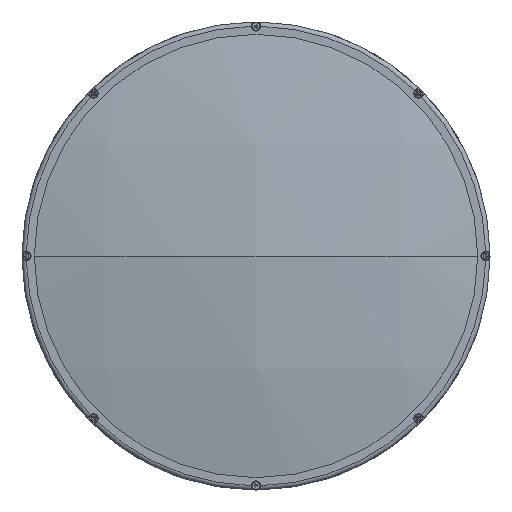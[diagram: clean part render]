
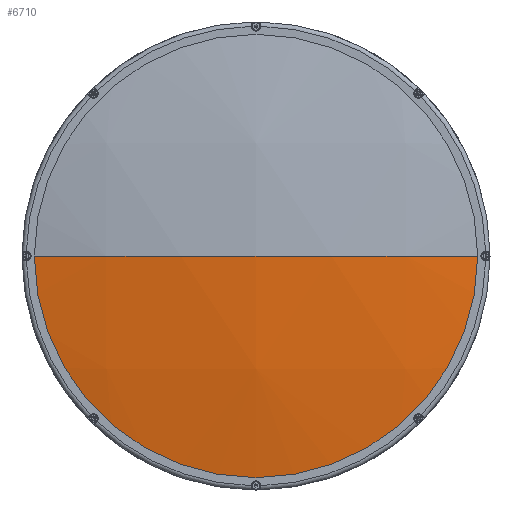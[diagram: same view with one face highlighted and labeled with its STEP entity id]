
A CAD part, left-side view. The second image highlights one B-rep face of the part: STEP entity #6710.
In plain terms, the highlighted spherical face has radius 786 mm.
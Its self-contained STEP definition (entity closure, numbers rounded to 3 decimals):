
#135 = EDGE_CURVE ( 'NONE', #2529, #15740, #14364, .T. ) ;
#800 = EDGE_CURVE ( 'NONE', #13357, #15740, #6883, .T. ) ;
#1920 = DIRECTION ( 'NONE',  ( 0., 1., 0. ) ) ;
#2171 = CARTESIAN_POINT ( 'NONE',  ( -719.032, 0., 0. ) ) ;
#2529 = VERTEX_POINT ( 'NONE', #11016 ) ;
#3098 = ORIENTED_EDGE ( 'NONE', *, *, #11254, .T. ) ;
#3740 = AXIS2_PLACEMENT_3D ( 'NONE', #13906, #6412, #15152 ) ;
#5553 = ORIENTED_EDGE ( 'NONE', *, *, #135, .T. ) ;
#5573 = CIRCLE ( 'NONE', #9208, 154.5 ) ;
#6099 = DIRECTION ( 'NONE',  ( 0., 1., 0. ) ) ;
#6412 = DIRECTION ( 'NONE',  ( 0., 0., 1. ) ) ;
#6710 = ADVANCED_FACE ( 'NONE', ( #15009 ), #13838, .T. ) ;
#6840 = ORIENTED_EDGE ( 'NONE', *, *, #800, .F. ) ;
#6883 = CIRCLE ( 'NONE', #3740, 786. ) ;
#6896 = CARTESIAN_POINT ( 'NONE',  ( -703.698, 0., 0. ) ) ;
#6998 = CARTESIAN_POINT ( 'NONE',  ( -703.698, 154.5, 0. ) ) ;
#7356 = CARTESIAN_POINT ( 'NONE',  ( 66.968, 0., 0. ) ) ;
#8075 = CARTESIAN_POINT ( 'NONE',  ( 66.968, 0., 0. ) ) ;
#8145 = DIRECTION ( 'NONE',  ( 0., 0., 1. ) ) ;
#8391 = EDGE_LOOP ( 'NONE', ( #3098, #5553, #6840 ) ) ;
#9208 = AXIS2_PLACEMENT_3D ( 'NONE', #6896, #15617, #8145 ) ;
#9400 = DIRECTION ( 'NONE',  ( 0., 0., -1. ) ) ;
#11016 = CARTESIAN_POINT ( 'NONE',  ( -703.698, -154.5, 0. ) ) ;
#11254 = EDGE_CURVE ( 'NONE', #13357, #2529, #5573, .T. ) ;
#13357 = VERTEX_POINT ( 'NONE', #6998 ) ;
#13838 = SPHERICAL_SURFACE ( 'NONE', #15628, 786. ) ;
#13906 = CARTESIAN_POINT ( 'NONE',  ( 66.968, 0., 0. ) ) ;
#14364 = CIRCLE ( 'NONE', #15661, 786. ) ;
#14834 = DIRECTION ( 'NONE',  ( 0., 0., -1. ) ) ;
#15009 = FACE_OUTER_BOUND ( 'NONE', #8391, .T. ) ;
#15152 = DIRECTION ( 'NONE',  ( 0., -1., 0. ) ) ;
#15617 = DIRECTION ( 'NONE',  ( -1., 0., 0. ) ) ;
#15628 = AXIS2_PLACEMENT_3D ( 'NONE', #8075, #9400, #1920 ) ;
#15661 = AXIS2_PLACEMENT_3D ( 'NONE', #7356, #14834, #6099 ) ;
#15740 = VERTEX_POINT ( 'NONE', #2171 ) ;
